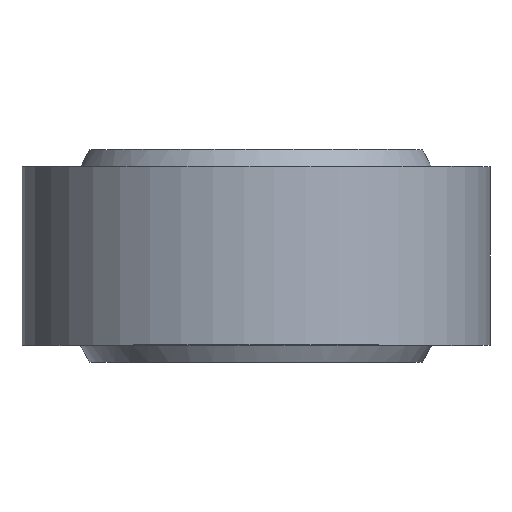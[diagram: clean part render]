
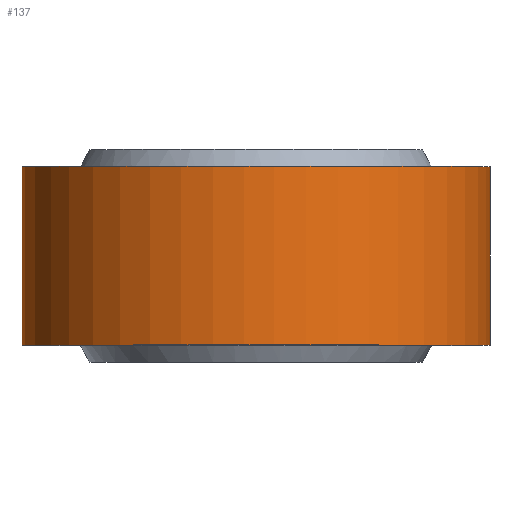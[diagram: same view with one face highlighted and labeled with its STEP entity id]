
A CAD part, top view. The second image highlights one B-rep face of the part: STEP entity #137.
In plain terms, the highlighted free-form (B-spline) face has degree [2, 1] with [5, 2] control points.
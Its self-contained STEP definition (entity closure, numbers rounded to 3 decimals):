
#21 = EDGE_CURVE('',#22,#24,#26,.T.);
#22 = VERTEX_POINT('',#23);
#23 = CARTESIAN_POINT('',(-23.805,9.089,0.));
#24 = VERTEX_POINT('',#25);
#25 = CARTESIAN_POINT('',(23.805,9.089,0.));
#26 = ( BOUNDED_CURVE() B_SPLINE_CURVE(2,(#27,#28,#29,#30,#31),
.UNSPECIFIED.,.F.,.F.) B_SPLINE_CURVE_WITH_KNOTS((3,2,3),(0.,
1.571,3.142),.PIECEWISE_BEZIER_KNOTS.) CURVE() 
GEOMETRIC_REPRESENTATION_ITEM() RATIONAL_B_SPLINE_CURVE((1.,
0.707,1.,0.707,1.)) REPRESENTATION_ITEM('') );
#27 = CARTESIAN_POINT('',(-23.805,9.089,0.));
#28 = CARTESIAN_POINT('',(-23.805,9.089,23.805));
#29 = CARTESIAN_POINT('',(0.,9.089,
    23.805));
#30 = CARTESIAN_POINT('',(23.805,9.089,23.805));
#31 = CARTESIAN_POINT('',(23.805,9.089,
    0.));
#137 = ADVANCED_FACE('',(#138),#163,.T.);
#138 = FACE_BOUND('',#139,.T.);
#139 = EDGE_LOOP('',(#140,#152,#157,#158));
#140 = ORIENTED_EDGE('',*,*,#141,.T.);
#141 = EDGE_CURVE('',#142,#144,#146,.T.);
#142 = VERTEX_POINT('',#143);
#143 = CARTESIAN_POINT('',(-23.805,-9.089,0.));
#144 = VERTEX_POINT('',#145);
#145 = CARTESIAN_POINT('',(23.805,-9.089,0.));
#146 = ( BOUNDED_CURVE() B_SPLINE_CURVE(2,(#147,#148,#149,#150,#151),
.UNSPECIFIED.,.F.,.F.) B_SPLINE_CURVE_WITH_KNOTS((3,2,3),(0.,
1.571,3.142),.PIECEWISE_BEZIER_KNOTS.) CURVE() 
GEOMETRIC_REPRESENTATION_ITEM() RATIONAL_B_SPLINE_CURVE((1.,
0.707,1.,0.707,1.)) REPRESENTATION_ITEM('') );
#147 = CARTESIAN_POINT('',(-23.805,-9.089,0.));
#148 = CARTESIAN_POINT('',(-23.805,-9.089,23.805)
  );
#149 = CARTESIAN_POINT('',(0.,-9.089,
    23.805));
#150 = CARTESIAN_POINT('',(23.805,-9.089,23.805)
  );
#151 = CARTESIAN_POINT('',(23.805,-9.089,
    0.));
#152 = ORIENTED_EDGE('',*,*,#153,.F.);
#153 = EDGE_CURVE('',#24,#144,#154,.T.);
#154 = B_SPLINE_CURVE_WITH_KNOTS('',1,(#155,#156),.UNSPECIFIED.,.F.,.F.,
  (2,2),(0.,21.),.PIECEWISE_BEZIER_KNOTS.);
#155 = CARTESIAN_POINT('',(23.805,9.089,0.));
#156 = CARTESIAN_POINT('',(23.805,-9.089,0.));
#157 = ORIENTED_EDGE('',*,*,#21,.F.);
#158 = ORIENTED_EDGE('',*,*,#159,.T.);
#159 = EDGE_CURVE('',#22,#142,#160,.T.);
#160 = B_SPLINE_CURVE_WITH_KNOTS('',1,(#161,#162),.UNSPECIFIED.,.F.,.F.,
  (2,2),(0.,21.),.PIECEWISE_BEZIER_KNOTS.);
#161 = CARTESIAN_POINT('',(-23.805,9.089,0.));
#162 = CARTESIAN_POINT('',(-23.805,-9.089,0.));
#163 = ( BOUNDED_SURFACE() B_SPLINE_SURFACE(2,1,(
    (#164,#165)
    ,(#166,#167)
    ,(#168,#169)
    ,(#170,#171)
,(#172,#173
    )),.UNSPECIFIED.,.F.,.F.,.F.) B_SPLINE_SURFACE_WITH_KNOTS((3,2,3),(2
    ,2),(3.142,4.712,6.283),(1.05,22.05),
.PIECEWISE_BEZIER_KNOTS.) GEOMETRIC_REPRESENTATION_ITEM() 
RATIONAL_B_SPLINE_SURFACE((
    (1.,1.)
    ,(0.707,0.707)
    ,(1.,1.)
    ,(0.707,0.707)
,(1.,1.))) REPRESENTATION_ITEM('') SURFACE() );
#164 = CARTESIAN_POINT('',(23.805,9.089,
    0.));
#165 = CARTESIAN_POINT('',(23.805,-9.089,
    0.));
#166 = CARTESIAN_POINT('',(23.805,9.089,23.805));
#167 = CARTESIAN_POINT('',(23.805,-9.089,23.805)
  );
#168 = CARTESIAN_POINT('',(0.,9.089,
    23.805));
#169 = CARTESIAN_POINT('',(0.,-9.089,
    23.805));
#170 = CARTESIAN_POINT('',(-23.805,9.089,23.805)
  );
#171 = CARTESIAN_POINT('',(-23.805,-9.089,23.805)
  );
#172 = CARTESIAN_POINT('',(-23.805,9.089,
    0.));
#173 = CARTESIAN_POINT('',(-23.805,-9.089,
    0.));
